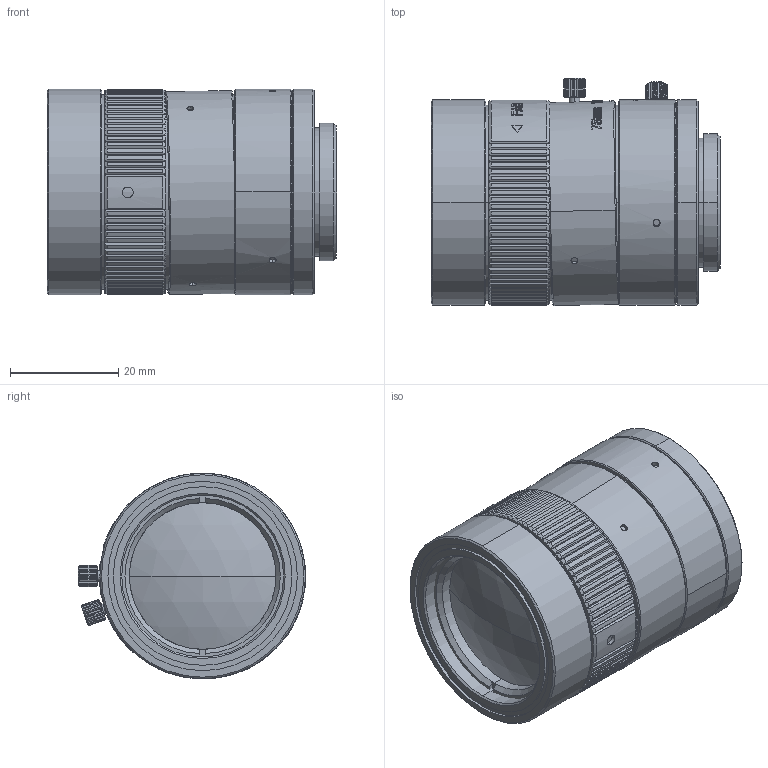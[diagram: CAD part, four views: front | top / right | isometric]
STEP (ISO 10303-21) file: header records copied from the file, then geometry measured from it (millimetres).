
FILE_DESCRIPTION (( 'STEP AP203' ), '1' );
FILE_NAME ('600005.STEP', '2021-08-06T02:59:41', ( '' ), ( '' ), 'SwSTEP 2.0', 'SolidWorks 2020', '' );
FILE_SCHEMA (( 'CONFIG_CONTROL_DESIGN' ));
Length unit declared in the file: millimetre
Products named in the file (1): 600005
Bounding box: 53.49 x 41.95 x 38 mm (x, y, z)
Volume: 52432.8 mm3; surface area: 24574 mm2
Topology: 11 solids, 12 shells, 1328 faces, 3420 edges, 2187 vertices
Faces by surface type: plane 481, bspline 338, cylinder 290, cone 209, sphere 10
Entity records: 55447 total; most frequent: CARTESIAN_POINT 25893, ORIENTED_EDGE 6838, DIRECTION 4979, EDGE_CURVE 3419, VERTEX_POINT 2187, AXIS2_PLACEMENT_3D 1845, EDGE_LOOP 1438, FACE_OUTER_BOUND 1328
